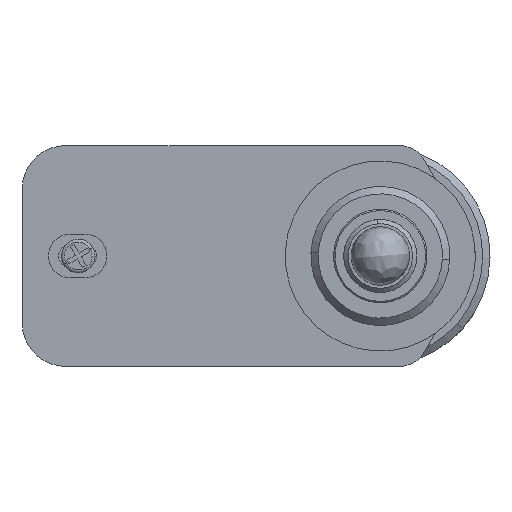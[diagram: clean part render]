
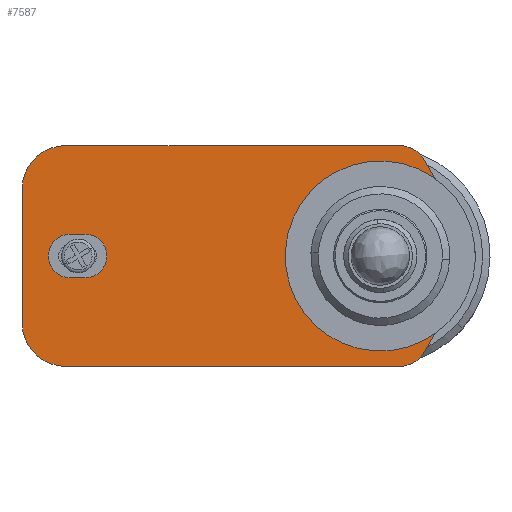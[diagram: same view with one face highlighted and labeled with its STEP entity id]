
A CAD part, front view. The second image highlights one B-rep face of the part: STEP entity #7587.
In plain terms, the highlighted planar face has unit normal (0, -1, 0).
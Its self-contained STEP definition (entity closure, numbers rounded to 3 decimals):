
#52 = VERTEX_POINT ( 'NONE', #3251 ) ;
#88 = DIRECTION ( 'NONE',  ( 0., 0., 1. ) ) ;
#262 = CARTESIAN_POINT ( 'NONE',  ( -21.194, 0., 0. ) ) ;
#270 = CARTESIAN_POINT ( 'NONE',  ( -21.5, 0., 4.55 ) ) ;
#280 = DIRECTION ( 'NONE',  ( -0.5, 0., -0.866 ) ) ;
#307 = CIRCLE ( 'NONE', #525, 1.5 ) ;
#377 = ORIENTED_EDGE ( 'NONE', *, *, #948, .F. ) ;
#470 = EDGE_CURVE ( 'NONE', #7630, #9239, #2807, .T. ) ;
#477 = CARTESIAN_POINT ( 'NONE',  ( -21.5, 0., -7.55 ) ) ;
#525 = AXIS2_PLACEMENT_3D ( 'NONE', #5155, #5876, #5218 ) ;
#549 = EDGE_LOOP ( 'NONE', ( #6757, #5337, #5921, #8961, #7916 ) ) ;
#626 = VECTOR ( 'NONE', #1177, 1000. ) ;
#687 = LINE ( 'NONE', #3982, #8261 ) ;
#792 = FACE_OUTER_BOUND ( 'NONE', #8223, .T. ) ;
#802 = ORIENTED_EDGE ( 'NONE', *, *, #8871, .F. ) ;
#896 = EDGE_CURVE ( 'NONE', #1457, #52, #9334, .T. ) ;
#948 = EDGE_CURVE ( 'NONE', #3663, #8427, #7135, .T. ) ;
#1100 = DIRECTION ( 'NONE',  ( 0., 0., -1. ) ) ;
#1163 = CARTESIAN_POINT ( 'NONE',  ( -21.194, 0., -1.5 ) ) ;
#1177 = DIRECTION ( 'NONE',  ( 0.5, 0., -0.866 ) ) ;
#1201 = VECTOR ( 'NONE', #3622, 1000. ) ;
#1259 = LINE ( 'NONE', #8028, #6870 ) ;
#1400 = EDGE_CURVE ( 'NONE', #8427, #9503, #4993, .T. ) ;
#1433 = LINE ( 'NONE', #2886, #1201 ) ;
#1457 = VERTEX_POINT ( 'NONE', #5061 ) ;
#1487 = EDGE_CURVE ( 'NONE', #9527, #6430, #307, .T. ) ;
#1816 = LINE ( 'NONE', #2541, #4443 ) ;
#1817 = ORIENTED_EDGE ( 'NONE', *, *, #4701, .F. ) ;
#2037 = ORIENTED_EDGE ( 'NONE', *, *, #8704, .F. ) ;
#2196 = CARTESIAN_POINT ( 'NONE',  ( -20.194, 0., 0.001 ) ) ;
#2223 = DIRECTION ( 'NONE',  ( 0., 0., -1. ) ) ;
#2227 = CARTESIAN_POINT ( 'NONE',  ( 4.5, 0., 0. ) ) ;
#2541 = CARTESIAN_POINT ( 'NONE',  ( -20.195, 0., 1.501 ) ) ;
#2570 = CARTESIAN_POINT ( 'NONE',  ( -21.5, 0., -4.55 ) ) ;
#2574 = CARTESIAN_POINT ( 'NONE',  ( -21.5, 0., 7.55 ) ) ;
#2584 = EDGE_CURVE ( 'NONE', #5822, #7630, #1433, .T. ) ;
#2651 = VERTEX_POINT ( 'NONE', #2574 ) ;
#2675 = VERTEX_POINT ( 'NONE', #7738 ) ;
#2715 = EDGE_CURVE ( 'NONE', #2675, #5160, #4529, .T. ) ;
#2807 = CIRCLE ( 'NONE', #3958, 1.5 ) ;
#2886 = CARTESIAN_POINT ( 'NONE',  ( -21.193, 0., -1.5 ) ) ;
#2934 = AXIS2_PLACEMENT_3D ( 'NONE', #262, #7568, #1100 ) ;
#3177 = DIRECTION ( 'NONE',  ( 0., 0., -1. ) ) ;
#3220 = AXIS2_PLACEMENT_3D ( 'NONE', #7556, #9077, #6906 ) ;
#3251 = CARTESIAN_POINT ( 'NONE',  ( -24.5, 0., 4.55 ) ) ;
#3270 = CARTESIAN_POINT ( 'NONE',  ( 3.028, 0., 6.55 ) ) ;
#3438 = CARTESIAN_POINT ( 'NONE',  ( -21.5, 0., -7.55 ) ) ;
#3622 = DIRECTION ( 'NONE',  ( 1., 0., 0.001 ) ) ;
#3659 = DIRECTION ( 'NONE',  ( 0., 0., -1. ) ) ;
#3662 = CIRCLE ( 'NONE', #8153, 3. ) ;
#3663 = VERTEX_POINT ( 'NONE', #6646 ) ;
#3691 = DIRECTION ( 'NONE',  ( 0., 0., 1. ) ) ;
#3692 = CARTESIAN_POINT ( 'NONE',  ( 6.232, 0., 1. ) ) ;
#3958 = AXIS2_PLACEMENT_3D ( 'NONE', #2196, #9506, #2223 ) ;
#3982 = CARTESIAN_POINT ( 'NONE',  ( 6.232, 0., -1. ) ) ;
#4085 = CARTESIAN_POINT ( 'NONE',  ( 1.296, 0., 7.55 ) ) ;
#4240 = DIRECTION ( 'NONE',  ( 1., 0., 0. ) ) ;
#4332 = DIRECTION ( 'NONE',  ( 0., 1., 0. ) ) ;
#4342 = FACE_BOUND ( 'NONE', #549, .T. ) ;
#4408 = CARTESIAN_POINT ( 'NONE',  ( -20.193, 0., -1.499 ) ) ;
#4443 = VECTOR ( 'NONE', #6898, 1000. ) ;
#4494 = ORIENTED_EDGE ( 'NONE', *, *, #1400, .F. ) ;
#4529 = LINE ( 'NONE', #3270, #626 ) ;
#4586 = AXIS2_PLACEMENT_3D ( 'NONE', #2227, #4332, #7232 ) ;
#4701 = EDGE_CURVE ( 'NONE', #6396, #2675, #6098, .T. ) ;
#4993 = LINE ( 'NONE', #477, #9264 ) ;
#5018 = AXIS2_PLACEMENT_3D ( 'NONE', #2570, #6972, #8390 ) ;
#5061 = CARTESIAN_POINT ( 'NONE',  ( -24.5, 0., -4.55 ) ) ;
#5098 = CARTESIAN_POINT ( 'NONE',  ( 1.296, 0., -5.55 ) ) ;
#5155 = CARTESIAN_POINT ( 'NONE',  ( -21.194, 0., 0. ) ) ;
#5160 = VERTEX_POINT ( 'NONE', #3692 ) ;
#5218 = DIRECTION ( 'NONE',  ( 0., 0., -1. ) ) ;
#5337 = ORIENTED_EDGE ( 'NONE', *, *, #6256, .F. ) ;
#5822 = VERTEX_POINT ( 'NONE', #6937 ) ;
#5876 = DIRECTION ( 'NONE',  ( 0., -1., 0. ) ) ;
#5921 = ORIENTED_EDGE ( 'NONE', *, *, #1487, .F. ) ;
#5925 = ORIENTED_EDGE ( 'NONE', *, *, #2715, .F. ) ;
#5932 = DIRECTION ( 'NONE',  ( 0., 1., 0. ) ) ;
#6067 = CIRCLE ( 'NONE', #2934, 1.5 ) ;
#6098 = CIRCLE ( 'NONE', #3220, 2. ) ;
#6118 = DIRECTION ( 'NONE',  ( 0., 1., 0. ) ) ;
#6256 = EDGE_CURVE ( 'NONE', #6430, #5822, #6067, .T. ) ;
#6313 = ORIENTED_EDGE ( 'NONE', *, *, #896, .F. ) ;
#6337 = VERTEX_POINT ( 'NONE', #8411 ) ;
#6396 = VERTEX_POINT ( 'NONE', #4085 ) ;
#6430 = VERTEX_POINT ( 'NONE', #1163 ) ;
#6525 = EDGE_CURVE ( 'NONE', #2651, #6396, #1259, .T. ) ;
#6569 = ORIENTED_EDGE ( 'NONE', *, *, #6525, .F. ) ;
#6646 = CARTESIAN_POINT ( 'NONE',  ( 3.028, 0., -6.55 ) ) ;
#6757 = ORIENTED_EDGE ( 'NONE', *, *, #2584, .F. ) ;
#6821 = EDGE_CURVE ( 'NONE', #6337, #3663, #687, .T. ) ;
#6870 = VECTOR ( 'NONE', #4240, 1000. ) ;
#6898 = DIRECTION ( 'NONE',  ( -1., 0., -0.001 ) ) ;
#6906 = DIRECTION ( 'NONE',  ( 0., 0., -1. ) ) ;
#6937 = CARTESIAN_POINT ( 'NONE',  ( -21.193, 0., -1.5 ) ) ;
#6972 = DIRECTION ( 'NONE',  ( 0., 1., 0. ) ) ;
#7030 = AXIS2_PLACEMENT_3D ( 'NONE', #8719, #7289, #3691 ) ;
#7135 = CIRCLE ( 'NONE', #8147, 2. ) ;
#7232 = DIRECTION ( 'NONE',  ( 0., 0., -1. ) ) ;
#7289 = DIRECTION ( 'NONE',  ( 0., 1., 0. ) ) ;
#7370 = CARTESIAN_POINT ( 'NONE',  ( -24.5, 0., 4.55 ) ) ;
#7487 = VECTOR ( 'NONE', #88, 1000. ) ;
#7556 = CARTESIAN_POINT ( 'NONE',  ( 1.296, 0., 5.55 ) ) ;
#7568 = DIRECTION ( 'NONE',  ( 0., -1., 0. ) ) ;
#7587 = ADVANCED_FACE ( 'NONE', ( #4342, #792 ), #8062, .F. ) ;
#7630 = VERTEX_POINT ( 'NONE', #4408 ) ;
#7738 = CARTESIAN_POINT ( 'NONE',  ( 3.028, 0., 6.55 ) ) ;
#7916 = ORIENTED_EDGE ( 'NONE', *, *, #470, .F. ) ;
#7975 = EDGE_CURVE ( 'NONE', #5160, #6337, #9396, .T. ) ;
#8028 = CARTESIAN_POINT ( 'NONE',  ( -21.5, 0., 7.55 ) ) ;
#8040 = CARTESIAN_POINT ( 'NONE',  ( -21.195, 0., 1.5 ) ) ;
#8062 = PLANE ( 'NONE',  #7030 ) ;
#8147 = AXIS2_PLACEMENT_3D ( 'NONE', #5098, #5932, #3659 ) ;
#8153 = AXIS2_PLACEMENT_3D ( 'NONE', #270, #6118, #3177 ) ;
#8223 = EDGE_LOOP ( 'NONE', ( #802, #4494, #377, #8289, #8694, #5925, #1817, #6569, #2037, #6313 ) ) ;
#8261 = VECTOR ( 'NONE', #280, 1000. ) ;
#8289 = ORIENTED_EDGE ( 'NONE', *, *, #6821, .F. ) ;
#8390 = DIRECTION ( 'NONE',  ( 0., 0., -1. ) ) ;
#8411 = CARTESIAN_POINT ( 'NONE',  ( 6.232, 0., -1. ) ) ;
#8427 = VERTEX_POINT ( 'NONE', #9242 ) ;
#8430 = CARTESIAN_POINT ( 'NONE',  ( -20.195, 0., 1.501 ) ) ;
#8594 = DIRECTION ( 'NONE',  ( -1., 0., 0. ) ) ;
#8694 = ORIENTED_EDGE ( 'NONE', *, *, #7975, .F. ) ;
#8704 = EDGE_CURVE ( 'NONE', #52, #2651, #3662, .T. ) ;
#8719 = CARTESIAN_POINT ( 'NONE',  ( -21.5, 0., 4.55 ) ) ;
#8820 = CIRCLE ( 'NONE', #5018, 3. ) ;
#8871 = EDGE_CURVE ( 'NONE', #9503, #1457, #8820, .T. ) ;
#8876 = EDGE_CURVE ( 'NONE', #9239, #9527, #1816, .T. ) ;
#8961 = ORIENTED_EDGE ( 'NONE', *, *, #8876, .F. ) ;
#9077 = DIRECTION ( 'NONE',  ( 0., 1., 0. ) ) ;
#9239 = VERTEX_POINT ( 'NONE', #8430 ) ;
#9242 = CARTESIAN_POINT ( 'NONE',  ( 1.296, 0., -7.55 ) ) ;
#9264 = VECTOR ( 'NONE', #8594, 1000. ) ;
#9334 = LINE ( 'NONE', #7370, #7487 ) ;
#9396 = CIRCLE ( 'NONE', #4586, 2. ) ;
#9503 = VERTEX_POINT ( 'NONE', #3438 ) ;
#9506 = DIRECTION ( 'NONE',  ( 0., -1., 0. ) ) ;
#9527 = VERTEX_POINT ( 'NONE', #8040 ) ;
